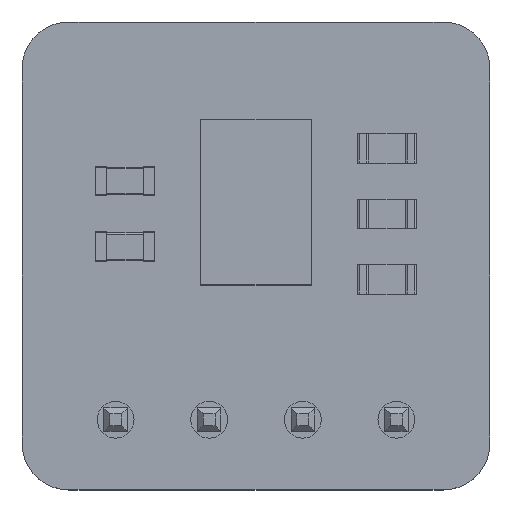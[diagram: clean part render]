
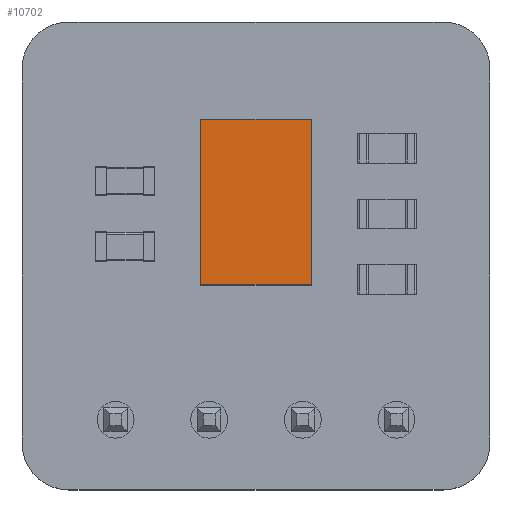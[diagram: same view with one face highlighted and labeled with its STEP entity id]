
A CAD part, top view. The second image highlights one B-rep face of the part: STEP entity #10702.
In plain terms, the highlighted face is planar.
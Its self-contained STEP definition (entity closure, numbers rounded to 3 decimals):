
#10393 = VERTEX_POINT('',#10394);
#10394 = CARTESIAN_POINT('',(-2.25,1.,-1.5));
#10403 = PLANE('',#10404);
#10404 = AXIS2_PLACEMENT_3D('',#10405,#10406,#10407);
#10405 = CARTESIAN_POINT('',(-2.25,1.,1.5));
#10406 = DIRECTION('',(1.,0.,0.));
#10407 = DIRECTION('',(0.,0.,-1.));
#10415 = PLANE('',#10416);
#10416 = AXIS2_PLACEMENT_3D('',#10417,#10418,#10419);
#10417 = CARTESIAN_POINT('',(2.25,1.,-1.5));
#10418 = DIRECTION('',(0.,0.,1.));
#10419 = DIRECTION('',(1.,0.,0.));
#10427 = EDGE_CURVE('',#10393,#10428,#10430,.T.);
#10428 = VERTEX_POINT('',#10429);
#10429 = CARTESIAN_POINT('',(-2.25,1.,1.5));
#10430 = SURFACE_CURVE('',#10431,(#10435,#10442),.PCURVE_S1.);
#10431 = LINE('',#10432,#10433);
#10432 = CARTESIAN_POINT('',(-2.25,1.,1.5));
#10433 = VECTOR('',#10434,1.);
#10434 = DIRECTION('',(0.,0.,1.));
#10435 = PCURVE('',#10403,#10436);
#10436 = DEFINITIONAL_REPRESENTATION('',(#10437),#10441);
#10437 = LINE('',#10438,#10439);
#10438 = CARTESIAN_POINT('',(0.,0.));
#10439 = VECTOR('',#10440,1.);
#10440 = DIRECTION('',(-1.,0.));
#10441 = ( GEOMETRIC_REPRESENTATION_CONTEXT(2) 
PARAMETRIC_REPRESENTATION_CONTEXT() REPRESENTATION_CONTEXT('2D SPACE',''
  ) );
#10442 = PCURVE('',#10443,#10448);
#10443 = PLANE('',#10444);
#10444 = AXIS2_PLACEMENT_3D('',#10445,#10446,#10447);
#10445 = CARTESIAN_POINT('',(0.,1.,0.));
#10446 = DIRECTION('',(0.,1.,0.));
#10447 = DIRECTION('',(0.,0.,1.));
#10448 = DEFINITIONAL_REPRESENTATION('',(#10449),#10453);
#10449 = LINE('',#10450,#10451);
#10450 = CARTESIAN_POINT('',(1.5,-2.25));
#10451 = VECTOR('',#10452,1.);
#10452 = DIRECTION('',(1.,0.));
#10453 = ( GEOMETRIC_REPRESENTATION_CONTEXT(2) 
PARAMETRIC_REPRESENTATION_CONTEXT() REPRESENTATION_CONTEXT('2D SPACE',''
  ) );
#10471 = PLANE('',#10472);
#10472 = AXIS2_PLACEMENT_3D('',#10473,#10474,#10475);
#10473 = CARTESIAN_POINT('',(2.25,1.,1.5));
#10474 = DIRECTION('',(0.,0.,-1.));
#10475 = DIRECTION('',(-1.,0.,0.));
#10513 = EDGE_CURVE('',#10428,#10514,#10516,.T.);
#10514 = VERTEX_POINT('',#10515);
#10515 = CARTESIAN_POINT('',(2.25,1.,1.5));
#10516 = SURFACE_CURVE('',#10517,(#10521,#10528),.PCURVE_S1.);
#10517 = LINE('',#10518,#10519);
#10518 = CARTESIAN_POINT('',(2.25,1.,1.5));
#10519 = VECTOR('',#10520,1.);
#10520 = DIRECTION('',(1.,0.,0.));
#10521 = PCURVE('',#10471,#10522);
#10522 = DEFINITIONAL_REPRESENTATION('',(#10523),#10527);
#10523 = LINE('',#10524,#10525);
#10524 = CARTESIAN_POINT('',(0.,0.));
#10525 = VECTOR('',#10526,1.);
#10526 = DIRECTION('',(-1.,0.));
#10527 = ( GEOMETRIC_REPRESENTATION_CONTEXT(2) 
PARAMETRIC_REPRESENTATION_CONTEXT() REPRESENTATION_CONTEXT('2D SPACE',''
  ) );
#10528 = PCURVE('',#10443,#10529);
#10529 = DEFINITIONAL_REPRESENTATION('',(#10530),#10534);
#10530 = LINE('',#10531,#10532);
#10531 = CARTESIAN_POINT('',(1.5,2.25));
#10532 = VECTOR('',#10533,1.);
#10533 = DIRECTION('',(0.,1.));
#10534 = ( GEOMETRIC_REPRESENTATION_CONTEXT(2) 
PARAMETRIC_REPRESENTATION_CONTEXT() REPRESENTATION_CONTEXT('2D SPACE',''
  ) );
#10552 = PLANE('',#10553);
#10553 = AXIS2_PLACEMENT_3D('',#10554,#10555,#10556);
#10554 = CARTESIAN_POINT('',(2.25,1.,1.5));
#10555 = DIRECTION('',(-1.,0.,0.));
#10556 = DIRECTION('',(0.,0.,1.));
#10589 = EDGE_CURVE('',#10514,#10590,#10592,.T.);
#10590 = VERTEX_POINT('',#10591);
#10591 = CARTESIAN_POINT('',(2.25,1.,-1.5));
#10592 = SURFACE_CURVE('',#10593,(#10597,#10604),.PCURVE_S1.);
#10593 = LINE('',#10594,#10595);
#10594 = CARTESIAN_POINT('',(2.25,1.,1.5));
#10595 = VECTOR('',#10596,1.);
#10596 = DIRECTION('',(0.,0.,-1.));
#10597 = PCURVE('',#10552,#10598);
#10598 = DEFINITIONAL_REPRESENTATION('',(#10599),#10603);
#10599 = LINE('',#10600,#10601);
#10600 = CARTESIAN_POINT('',(0.,0.));
#10601 = VECTOR('',#10602,1.);
#10602 = DIRECTION('',(-1.,0.));
#10603 = ( GEOMETRIC_REPRESENTATION_CONTEXT(2) 
PARAMETRIC_REPRESENTATION_CONTEXT() REPRESENTATION_CONTEXT('2D SPACE',''
  ) );
#10604 = PCURVE('',#10443,#10605);
#10605 = DEFINITIONAL_REPRESENTATION('',(#10606),#10610);
#10606 = LINE('',#10607,#10608);
#10607 = CARTESIAN_POINT('',(1.5,2.25));
#10608 = VECTOR('',#10609,1.);
#10609 = DIRECTION('',(-1.,0.));
#10610 = ( GEOMETRIC_REPRESENTATION_CONTEXT(2) 
PARAMETRIC_REPRESENTATION_CONTEXT() REPRESENTATION_CONTEXT('2D SPACE',''
  ) );
#10681 = EDGE_CURVE('',#10590,#10393,#10682,.T.);
#10682 = SURFACE_CURVE('',#10683,(#10687,#10694),.PCURVE_S1.);
#10683 = LINE('',#10684,#10685);
#10684 = CARTESIAN_POINT('',(2.25,1.,-1.5));
#10685 = VECTOR('',#10686,1.);
#10686 = DIRECTION('',(-1.,0.,0.));
#10687 = PCURVE('',#10415,#10688);
#10688 = DEFINITIONAL_REPRESENTATION('',(#10689),#10693);
#10689 = LINE('',#10690,#10691);
#10690 = CARTESIAN_POINT('',(0.,0.));
#10691 = VECTOR('',#10692,1.);
#10692 = DIRECTION('',(-1.,0.));
#10693 = ( GEOMETRIC_REPRESENTATION_CONTEXT(2) 
PARAMETRIC_REPRESENTATION_CONTEXT() REPRESENTATION_CONTEXT('2D SPACE',''
  ) );
#10694 = PCURVE('',#10443,#10695);
#10695 = DEFINITIONAL_REPRESENTATION('',(#10696),#10700);
#10696 = LINE('',#10697,#10698);
#10697 = CARTESIAN_POINT('',(-1.5,2.25));
#10698 = VECTOR('',#10699,1.);
#10699 = DIRECTION('',(0.,-1.));
#10700 = ( GEOMETRIC_REPRESENTATION_CONTEXT(2) 
PARAMETRIC_REPRESENTATION_CONTEXT() REPRESENTATION_CONTEXT('2D SPACE',''
  ) );
#10702 = ADVANCED_FACE('',(#10703),#10443,.T.);
#10703 = FACE_BOUND('',#10704,.T.);
#10704 = EDGE_LOOP('',(#10705,#10706,#10707,#10708));
#10705 = ORIENTED_EDGE('',*,*,#10427,.T.);
#10706 = ORIENTED_EDGE('',*,*,#10513,.T.);
#10707 = ORIENTED_EDGE('',*,*,#10589,.T.);
#10708 = ORIENTED_EDGE('',*,*,#10681,.T.);
